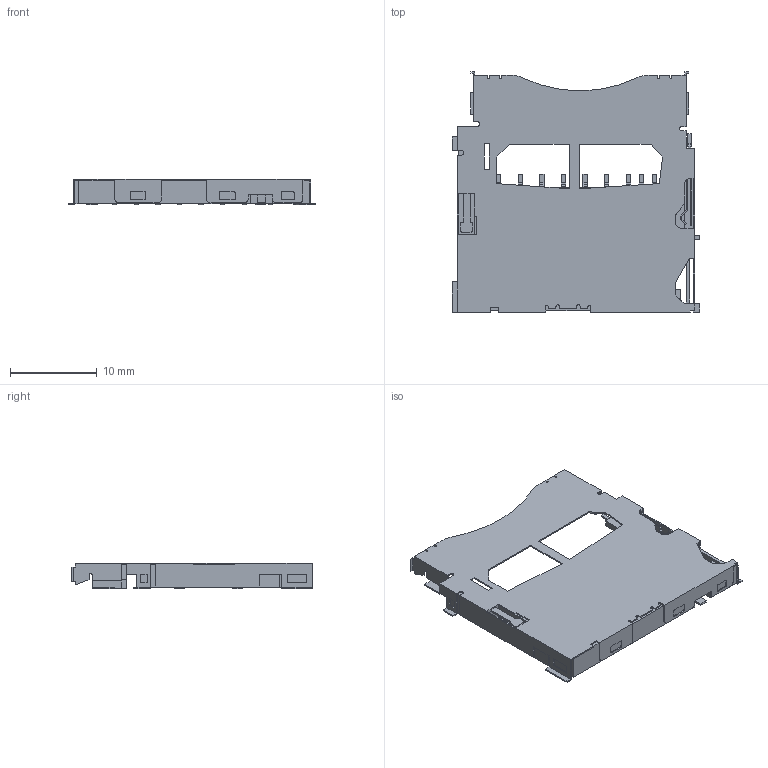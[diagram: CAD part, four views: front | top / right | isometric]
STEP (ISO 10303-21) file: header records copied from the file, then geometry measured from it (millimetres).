
FILE_DESCRIPTION((''),'2;1');
FILE_NAME('5035000991','2018-06-25T',('akumar19'),(''),'PRO/ENGINEER BY PARAMETRIC TECHNOLOGY CORPORATION, 2012310','PRO/ENGINEER BY PARAMETRIC TECHNOLOGY CORPORATION, 2012310','');
FILE_SCHEMA(('CONFIG_CONTROL_DESIGN'));
Length unit declared in the file: millimetre
Products named in the file (1): 5035000991
Bounding box: 28.6 x 27.8 x 2.95 mm (x, y, z)
Volume: 519 mm3; surface area: 2430.4 mm2
Topology: 1 solids, 1 shells, 664 faces, 1977 edges, 1330 vertices
Faces by surface type: plane 524, cylinder 140
Entity records: 22091 total; most frequent: CARTESIAN_POINT 4184, ORIENTED_EDGE 3810, DIRECTION 3436, EDGE_CURVE 1905, VECTOR 1696, LINE 1696, VERTEX_POINT 1258, AXIS2_PLACEMENT_3D 870
